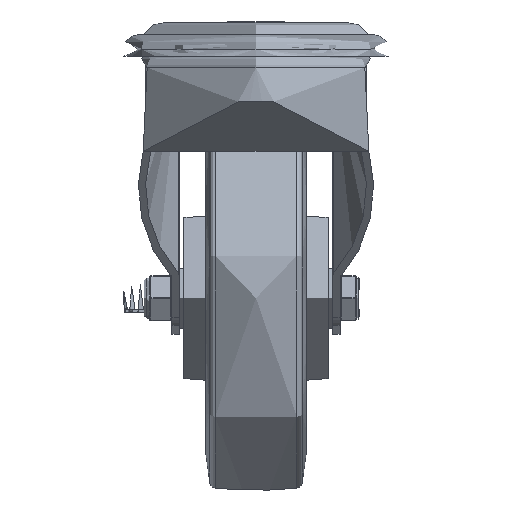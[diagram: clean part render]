
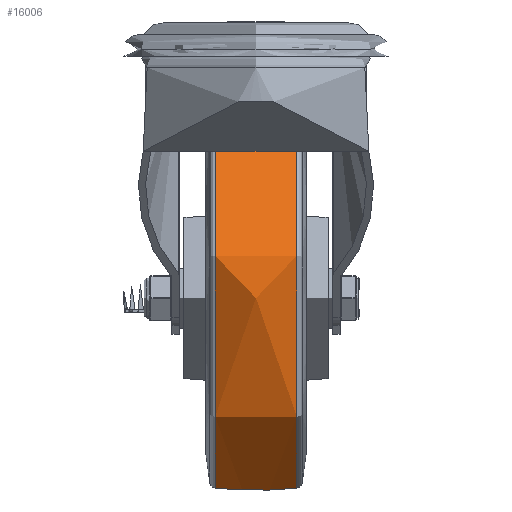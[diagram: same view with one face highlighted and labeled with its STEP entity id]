
A CAD part, left-side view. The second image highlights one B-rep face of the part: STEP entity #16006.
In plain terms, the highlighted free-form (B-spline) face has degree [2, 2] with [3, 9] control points.
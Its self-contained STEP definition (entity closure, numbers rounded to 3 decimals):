
#464=(
BOUNDED_SURFACE()
B_SPLINE_SURFACE(2,2,((#25646,#25647,#25648,#25649,#25650,#25651,#25652,
#25653,#25654),(#25655,#25656,#25657,#25658,#25659,#25660,#25661,#25662,
#25663),(#25664,#25665,#25666,#25667,#25668,#25669,#25670,#25671,#25672)),
 .UNSPECIFIED.,.F.,.T.,.F.)
B_SPLINE_SURFACE_WITH_KNOTS((3,3),(3,2,2,2,3),(-0.094,0.094),
(-3.142,-1.571,0.,1.571,3.142),
 .UNSPECIFIED.)
GEOMETRIC_REPRESENTATION_ITEM()
RATIONAL_B_SPLINE_SURFACE(((1.,0.707,1.,0.707,1.,
0.707,1.,0.707,1.),(0.996,0.704,
0.996,0.704,0.996,0.704,
0.996,0.704,0.996),(1.,0.707,
1.,0.707,1.,0.707,1.,0.707,1.)))
REPRESENTATION_ITEM('')
SURFACE()
);
#2164=FACE_OUTER_BOUND('',#3149,.T.);
#3149=EDGE_LOOP('',(#12537,#12538,#12539,#12540));
#6420=CIRCLE('',#17486,79.199);
#6421=CIRCLE('',#17487,181.);
#6422=CIRCLE('',#17488,79.199);
#7379=VERTEX_POINT('',#25673);
#7380=VERTEX_POINT('',#25675);
#9259=EDGE_CURVE('',#7379,#7379,#6420,.T.);
#9260=EDGE_CURVE('',#7379,#7380,#6421,.T.);
#9261=EDGE_CURVE('',#7380,#7380,#6422,.T.);
#12537=ORIENTED_EDGE('',*,*,#9259,.F.);
#12538=ORIENTED_EDGE('',*,*,#9260,.T.);
#12539=ORIENTED_EDGE('',*,*,#9261,.F.);
#12540=ORIENTED_EDGE('',*,*,#9260,.F.);
#16006=ADVANCED_FACE('',(#2164),#464,.F.);
#17486=AXIS2_PLACEMENT_3D('',#25674,#20134,#20135);
#17487=AXIS2_PLACEMENT_3D('',#25676,#20136,#20137);
#17488=AXIS2_PLACEMENT_3D('',#25677,#20138,#20139);
#20134=DIRECTION('center_axis',(0.,1.,0.));
#20135=DIRECTION('ref_axis',(0.,0.,
-1.));
#20136=DIRECTION('center_axis',(-1.,0.,0.));
#20137=DIRECTION('ref_axis',(0.,0.,
-1.));
#20138=DIRECTION('center_axis',(0.,-1.,0.));
#20139=DIRECTION('ref_axis',(0.,0.,
-1.));
#25646=CARTESIAN_POINT('Ctrl Pts',(0.,-17.014,
-79.199));
#25647=CARTESIAN_POINT('Ctrl Pts',(-79.199,-17.014,
-79.199));
#25648=CARTESIAN_POINT('Ctrl Pts',(-79.199,-17.014,
0.));
#25649=CARTESIAN_POINT('Ctrl Pts',(-79.199,-17.014,
79.199));
#25650=CARTESIAN_POINT('Ctrl Pts',(0.,-17.014,
79.199));
#25651=CARTESIAN_POINT('Ctrl Pts',(79.199,-17.014,79.199));
#25652=CARTESIAN_POINT('Ctrl Pts',(79.199,-17.014,0.));
#25653=CARTESIAN_POINT('Ctrl Pts',(79.199,-17.014,-79.199));
#25654=CARTESIAN_POINT('Ctrl Pts',(0.,-17.014,
-79.199));
#25655=CARTESIAN_POINT('Ctrl Pts',(0.,0.,
-80.805));
#25656=CARTESIAN_POINT('Ctrl Pts',(-80.805,0.,
-80.805));
#25657=CARTESIAN_POINT('Ctrl Pts',(-80.805,0.,
0.));
#25658=CARTESIAN_POINT('Ctrl Pts',(-80.805,0.,
80.805));
#25659=CARTESIAN_POINT('Ctrl Pts',(0.,0.,
80.805));
#25660=CARTESIAN_POINT('Ctrl Pts',(80.805,0.,
80.805));
#25661=CARTESIAN_POINT('Ctrl Pts',(80.805,0.,
0.));
#25662=CARTESIAN_POINT('Ctrl Pts',(80.805,0.,
-80.805));
#25663=CARTESIAN_POINT('Ctrl Pts',(0.,0.,
-80.805));
#25664=CARTESIAN_POINT('Ctrl Pts',(0.,17.014,
-79.199));
#25665=CARTESIAN_POINT('Ctrl Pts',(-79.199,17.014,-79.199));
#25666=CARTESIAN_POINT('Ctrl Pts',(-79.199,17.014,0.));
#25667=CARTESIAN_POINT('Ctrl Pts',(-79.199,17.014,79.199));
#25668=CARTESIAN_POINT('Ctrl Pts',(0.,17.014,
79.199));
#25669=CARTESIAN_POINT('Ctrl Pts',(79.199,17.014,79.199));
#25670=CARTESIAN_POINT('Ctrl Pts',(79.199,17.014,0.));
#25671=CARTESIAN_POINT('Ctrl Pts',(79.199,17.014,-79.199));
#25672=CARTESIAN_POINT('Ctrl Pts',(0.,17.014,
-79.199));
#25673=CARTESIAN_POINT('',(0.,17.014,-79.199));
#25674=CARTESIAN_POINT('Origin',(0.,17.014,
0.));
#25675=CARTESIAN_POINT('',(0.,-17.014,-79.199));
#25676=CARTESIAN_POINT('Origin',(0.,0.,
101.));
#25677=CARTESIAN_POINT('Origin',(0.,-17.014,
0.));
